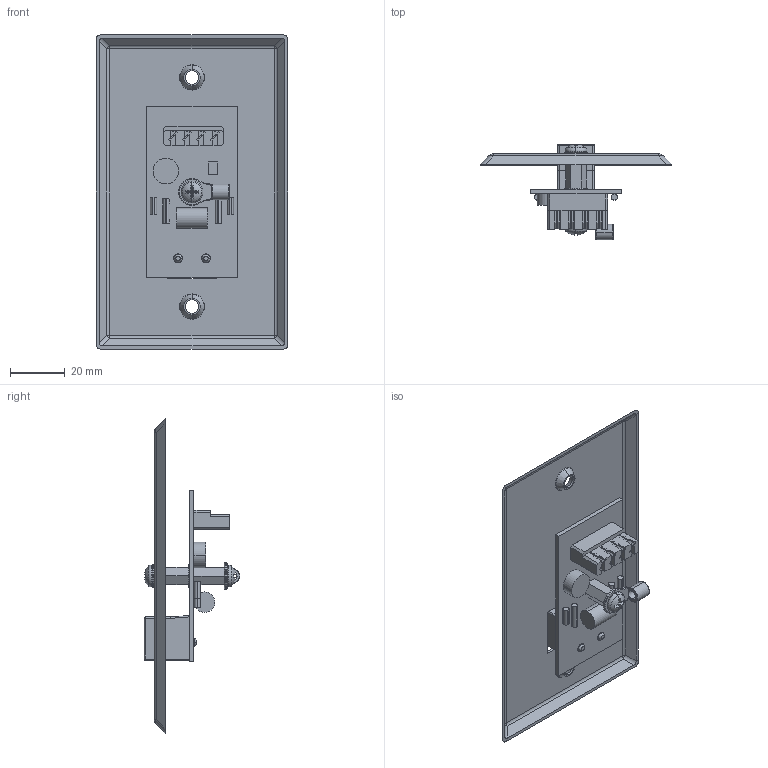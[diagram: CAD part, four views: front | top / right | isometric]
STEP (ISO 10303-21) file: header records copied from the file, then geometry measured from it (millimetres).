
FILE_DESCRIPTION (( 'STEP AP203' ), '1' );
FILE_NAME ('WPDTP.STEP', '2011-10-24T16:01:22', ( 'x' ), ( 'Microsoft' ), 'SwSTEP 2.0', 'SolidWorks 2010', '' );
FILE_SCHEMA (( 'CONFIG_CONTROL_DESIGN' ));
Length unit declared in the file: inch
Products named in the file (8): XCT-0005; 1AG02-025; 1AJ02-086; WPDTP; XFN-0024; HYP352; 1AJ03-012; 1AJ02-057
Assembly tree (10 placements, depth 2):
  WPDTP
    1AJ03-012  x3
    1AJ02-086
    1AG02-025
    HYP352
    1AJ02-057
    XCT-0005
    XFN-0024  x2
Bounding box: 69.86 x 34.8 x 114.3 mm (x, y, z)
Volume: 15505.1 mm3; surface area: 27715.2 mm2
Topology: 17 solids, 17 shells, 952 faces, 2268 edges, 1349 vertices
Faces by surface type: cone 380, plane 340, cylinder 167, torus 51, sphere 12, bspline 2
Entity records: 22698 total; most frequent: CARTESIAN_POINT 4034, DIRECTION 3892, ORIENTED_EDGE 3572, EDGE_CURVE 1786, AXIS2_PLACEMENT_3D 1397, VECTOR 1098, LINE 1098, VERTEX_POINT 1059
